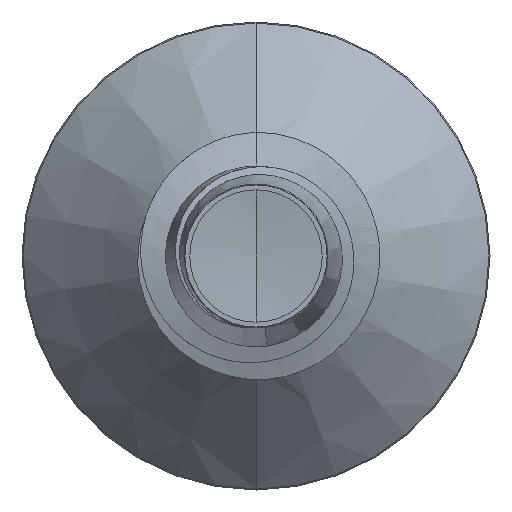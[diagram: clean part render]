
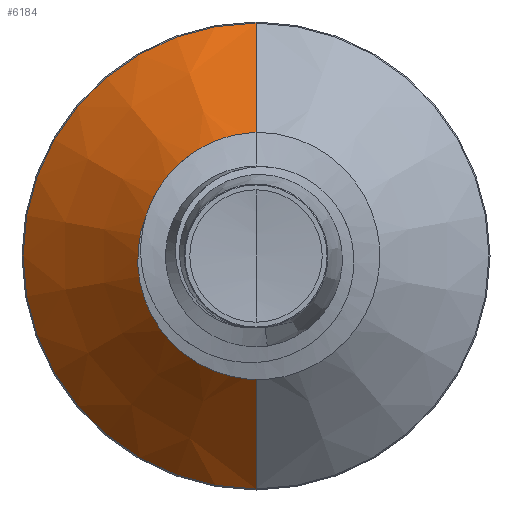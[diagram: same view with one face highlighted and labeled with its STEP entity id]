
A CAD part, front view. The second image highlights one B-rep face of the part: STEP entity #6184.
In plain terms, the highlighted conical face has half-angle 45 degrees and reference radius 0.841 mm.
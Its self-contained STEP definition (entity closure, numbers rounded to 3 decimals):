
#129 = ORIENTED_EDGE ( 'NONE', *, *, #638, .T. ) ;
#391 = CARTESIAN_POINT ( 'NONE',  ( 0., 1.642, 1.692 ) ) ;
#638 = EDGE_CURVE ( 'NONE', #1071, #5353, #4587, .T. ) ;
#1071 = VERTEX_POINT ( 'NONE', #5981 ) ;
#1221 = ORIENTED_EDGE ( 'NONE', *, *, #5282, .T. ) ;
#1477 = EDGE_LOOP ( 'NONE', ( #2074, #129, #1221, #6190 ) ) ;
#1844 = DIRECTION ( 'NONE',  ( 0., 1., 0. ) ) ;
#2074 = ORIENTED_EDGE ( 'NONE', *, *, #5424, .F. ) ;
#2148 = DIRECTION ( 'NONE',  ( 0., 1., 0. ) ) ;
#2155 = DIRECTION ( 'NONE',  ( 0., 0., 1. ) ) ;
#2211 = CARTESIAN_POINT ( 'NONE',  ( 0., 0.791, 0. ) ) ;
#2336 = DIRECTION ( 'NONE',  ( 0., 0., 1. ) ) ;
#2338 = DIRECTION ( 'NONE',  ( 0., 1., 0. ) ) ;
#2353 = CARTESIAN_POINT ( 'NONE',  ( 0., 1.642, 0. ) ) ;
#3101 = AXIS2_PLACEMENT_3D ( 'NONE', #6333, #1844, #4510 ) ;
#3697 = EDGE_CURVE ( 'NONE', #4503, #5103, #5804, .T. ) ;
#3980 = DIRECTION ( 'NONE',  ( 0., 0.707, -0.707 ) ) ;
#4085 = CARTESIAN_POINT ( 'NONE',  ( 0., 1.642, -1.692 ) ) ;
#4125 = CARTESIAN_POINT ( 'NONE',  ( 0., 0.791, -0.841 ) ) ;
#4220 = AXIS2_PLACEMENT_3D ( 'NONE', #2211, #2148, #2155 ) ;
#4397 = CARTESIAN_POINT ( 'NONE',  ( 0., 0.791, 0.841 ) ) ;
#4398 = LINE ( 'NONE', #4125, #5430 ) ;
#4503 = VERTEX_POINT ( 'NONE', #4085 ) ;
#4510 = DIRECTION ( 'NONE',  ( 0., 0., 1. ) ) ;
#4574 = VECTOR ( 'NONE', #4699, 1000. ) ;
#4587 = CIRCLE ( 'NONE', #4220, 0.841 ) ;
#4699 = DIRECTION ( 'NONE',  ( 0., 0.707, 0.707 ) ) ;
#4738 = CARTESIAN_POINT ( 'NONE',  ( 0., 0.791, 0.841 ) ) ;
#5103 = VERTEX_POINT ( 'NONE', #391 ) ;
#5282 = EDGE_CURVE ( 'NONE', #5353, #5103, #6352, .T. ) ;
#5353 = VERTEX_POINT ( 'NONE', #4397 ) ;
#5424 = EDGE_CURVE ( 'NONE', #1071, #4503, #4398, .T. ) ;
#5430 = VECTOR ( 'NONE', #3980, 1000. ) ;
#5804 = CIRCLE ( 'NONE', #6377, 1.692 ) ;
#5981 = CARTESIAN_POINT ( 'NONE',  ( 0., 0.791, -0.841 ) ) ;
#5989 = FACE_OUTER_BOUND ( 'NONE', #1477, .T. ) ;
#6184 = ADVANCED_FACE ( 'NONE', ( #5989 ), #6426, .T. ) ;
#6190 = ORIENTED_EDGE ( 'NONE', *, *, #3697, .F. ) ;
#6333 = CARTESIAN_POINT ( 'NONE',  ( 0., 0.791, 0. ) ) ;
#6352 = LINE ( 'NONE', #4738, #4574 ) ;
#6377 = AXIS2_PLACEMENT_3D ( 'NONE', #2353, #2338, #2336 ) ;
#6426 = CONICAL_SURFACE ( 'NONE', #3101, 0.841, 0.785 ) ;
